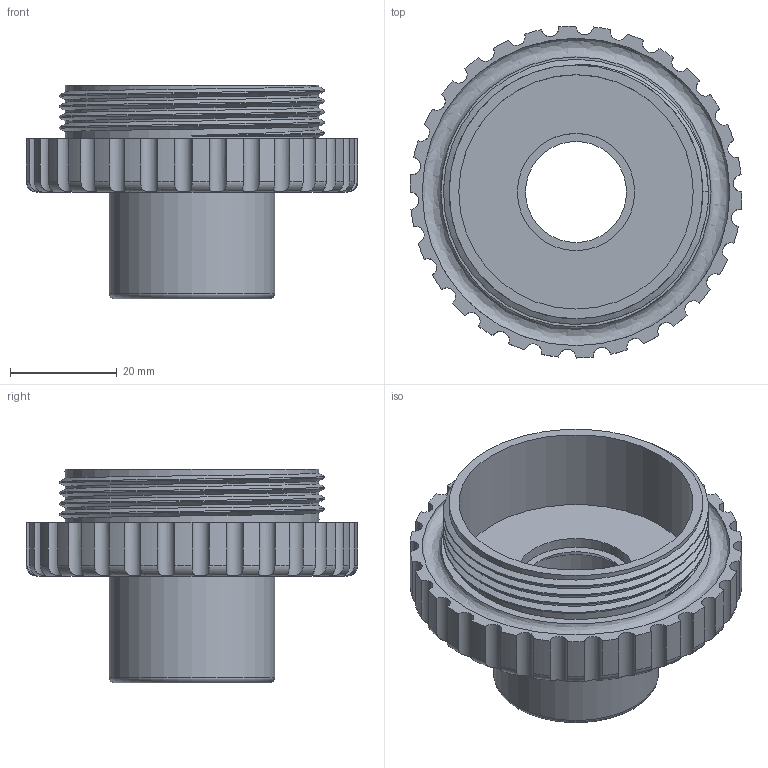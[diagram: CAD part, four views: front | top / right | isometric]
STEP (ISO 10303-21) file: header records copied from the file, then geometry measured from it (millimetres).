
FILE_DESCRIPTION(('Open CASCADE Model'),'2;1');
FILE_NAME('Open CASCADE Shape Model','2026-02-17T22:20:44',('Author'),( 'Open CASCADE'),'Open CASCADE STEP processor 7.9','build123d', 'Unknown');
FILE_SCHEMA(('AUTOMOTIVE_DESIGN { 1 0 10303 214 1 1 1 1 }'));
Length unit declared in the file: millimetre
Products named in the file (1): COMPOUND
Bounding box: 62.07 x 62.07 x 40 mm (x, y, z)
Volume: 27607.2 mm3; surface area: 17898.5 mm2
Topology: 7 solids, 7 shells, 116 faces, 285 edges, 188 vertices
Faces by surface type: cylinder 66, bspline 24, plane 19, cone 3, torus 3, revolution 1
Full cylindrical faces by diameter (mm): 21.9 x1, 22.9 x2, 30.9 x1, 43.835 x1, 47.435 x1
Entity records: 14929 total; most frequent: CARTESIAN_POINT 9702, DIRECTION 827, ORIENTED_EDGE 570, PCURVE 570, DEFINITIONAL_REPRESENTATION 570, LINE 339, VECTOR 339, B_SPLINE_CURVE_WITH_KNOTS 305
